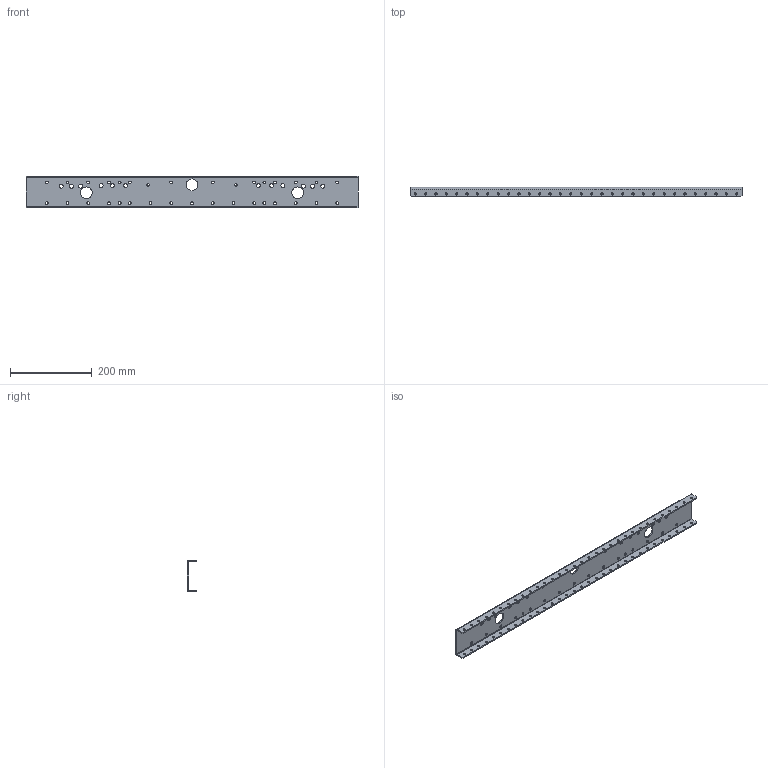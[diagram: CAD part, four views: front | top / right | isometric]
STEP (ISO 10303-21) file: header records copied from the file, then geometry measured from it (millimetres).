
FILE_DESCRIPTION (( 'STEP AP214' ), '1' );
FILE_NAME ('am-3921 AM14U4 Outside Plate.STEP', '2018-12-17T16:36:24', ( '' ), ( '' ), 'SwSTEP 2.0', 'SolidWorks 2018', '' );
FILE_SCHEMA (( 'AUTOMOTIVE_DESIGN' ));
Length unit declared in the file: inch
Products named in the file (1): am-3921 AM14U4 Outside Plate
Bounding box: 812.8 x 22.23 x 77.72 mm (x, y, z)
Volume: 276441.5 mm3; surface area: 187635.1 mm2
Topology: 1 solids, 1 shells, 138 faces, 498 edges, 362 vertices
Faces by surface type: cylinder 116, plane 22
Full cylindrical faces by diameter (mm): 5.334 x64, 6.706 x2, 6.756 x31, 9.652 x12, 28.575 x3
Entity records: 4528 total; most frequent: DIRECTION 790, CARTESIAN_POINT 675, ORIENTED_EDGE 560, EDGE_LOOP 474, AXIS2_PLACEMENT_3D 371, EDGE_CURVE 280, VERTEX_POINT 256, FACE_OUTER_BOUND 250
